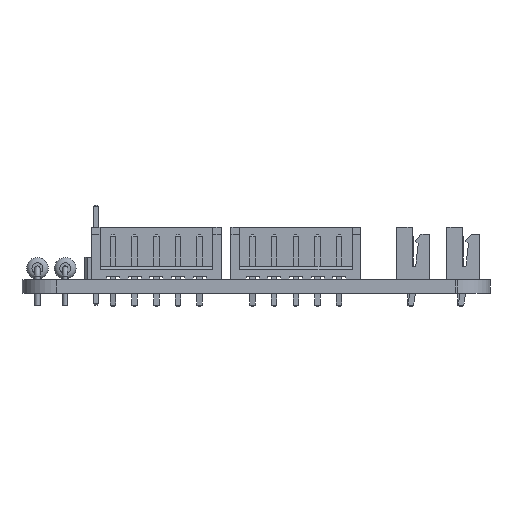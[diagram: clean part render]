
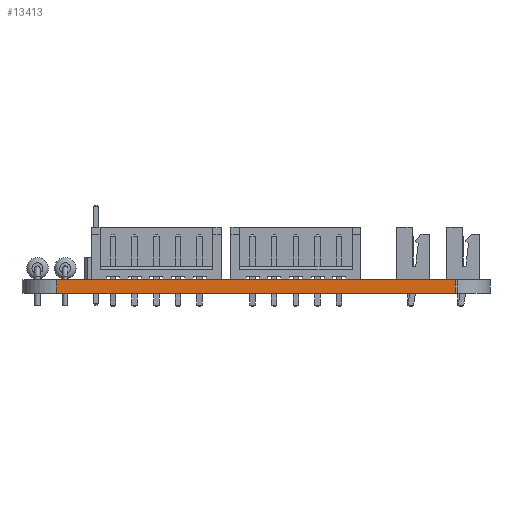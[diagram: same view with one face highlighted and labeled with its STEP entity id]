
A CAD part, left-side view. The second image highlights one B-rep face of the part: STEP entity #13413.
In plain terms, the highlighted planar face has unit normal (-1, 0, 0).
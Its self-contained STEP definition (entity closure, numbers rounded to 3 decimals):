
#11228 = VERTEX_POINT('',#11229);
#11229 = CARTESIAN_POINT('',(100.,-54.,0.));
#11236 = EDGE_CURVE('',#11237,#11228,#11239,.T.);
#11237 = VERTEX_POINT('',#11238);
#11238 = CARTESIAN_POINT('',(100.,-100.,0.));
#11239 = LINE('',#11240,#11241);
#11240 = CARTESIAN_POINT('',(100.,-100.,0.));
#11241 = VECTOR('',#11242,1.);
#11242 = DIRECTION('',(0.,1.,0.));
#12294 = VERTEX_POINT('',#12295);
#12295 = CARTESIAN_POINT('',(100.,-54.,1.6));
#12302 = EDGE_CURVE('',#12303,#12294,#12305,.T.);
#12303 = VERTEX_POINT('',#12304);
#12304 = CARTESIAN_POINT('',(100.,-100.,1.6));
#12305 = LINE('',#12306,#12307);
#12306 = CARTESIAN_POINT('',(100.,-100.,1.6));
#12307 = VECTOR('',#12308,1.);
#12308 = DIRECTION('',(0.,1.,0.));
#13383 = EDGE_CURVE('',#11228,#12294,#13384,.T.);
#13384 = LINE('',#13385,#13386);
#13385 = CARTESIAN_POINT('',(100.,-54.,0.));
#13386 = VECTOR('',#13387,1.);
#13387 = DIRECTION('',(0.,0.,1.));
#13413 = ADVANCED_FACE('',(#13414),#13425,.T.);
#13414 = FACE_BOUND('',#13415,.T.);
#13415 = EDGE_LOOP('',(#13416,#13422,#13423,#13424));
#13416 = ORIENTED_EDGE('',*,*,#13417,.T.);
#13417 = EDGE_CURVE('',#11237,#12303,#13418,.T.);
#13418 = LINE('',#13419,#13420);
#13419 = CARTESIAN_POINT('',(100.,-100.,0.));
#13420 = VECTOR('',#13421,1.);
#13421 = DIRECTION('',(0.,0.,1.));
#13422 = ORIENTED_EDGE('',*,*,#12302,.T.);
#13423 = ORIENTED_EDGE('',*,*,#13383,.F.);
#13424 = ORIENTED_EDGE('',*,*,#11236,.F.);
#13425 = PLANE('',#13426);
#13426 = AXIS2_PLACEMENT_3D('',#13427,#13428,#13429);
#13427 = CARTESIAN_POINT('',(100.,-100.,0.));
#13428 = DIRECTION('',(-1.,0.,0.));
#13429 = DIRECTION('',(0.,1.,0.));
